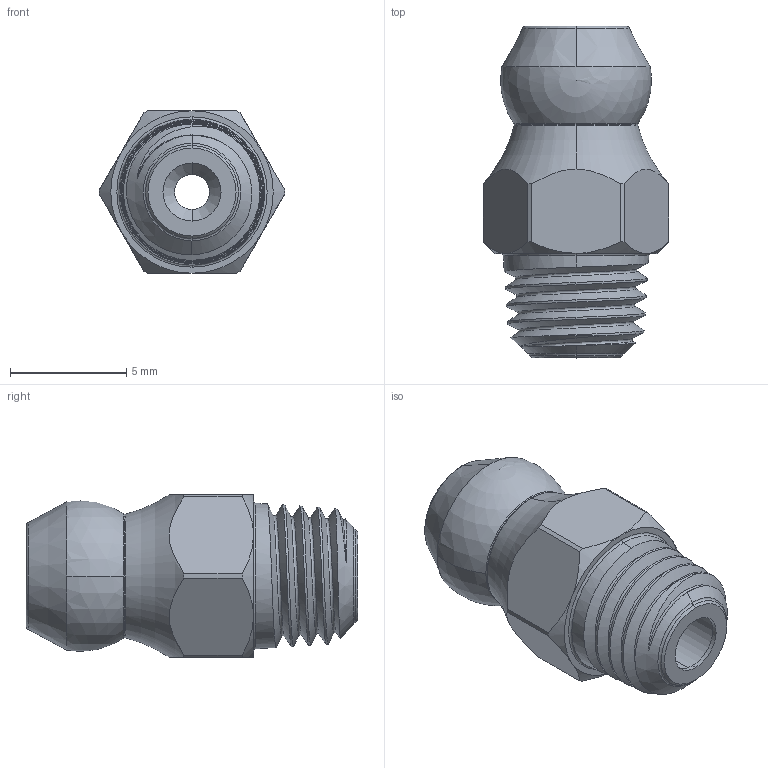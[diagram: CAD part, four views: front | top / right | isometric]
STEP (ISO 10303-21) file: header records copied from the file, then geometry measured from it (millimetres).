
FILE_DESCRIPTION (( 'STEP AP214' ), '1' );
FILE_NAME ('Grease Nipple A.STEP', '2018-04-02T05:43:27', ( '' ), ( '' ), 'SwSTEP 2.0', 'SolidWorks 2017', '' );
FILE_SCHEMA (( 'AUTOMOTIVE_DESIGN' ));
Length unit declared in the file: millimetre
Products named in the file (1): Grease Nipple A
Bounding box: 7.98 x 14.3 x 7 mm (x, y, z)
Volume: 333.1 mm3; surface area: 500.8 mm2
Topology: 1 solids, 1 shells, 66 faces, 169 edges, 105 vertices
Faces by surface type: cone 24, cylinder 13, torus 12, plane 12, bspline 3, sphere 2
Entity records: 3938 total; most frequent: CARTESIAN_POINT 2386, ORIENTED_EDGE 328, DIRECTION 312, EDGE_CURVE 164, AXIS2_PLACEMENT_3D 136, VERTEX_POINT 102, CIRCLE 72, EDGE_LOOP 70
